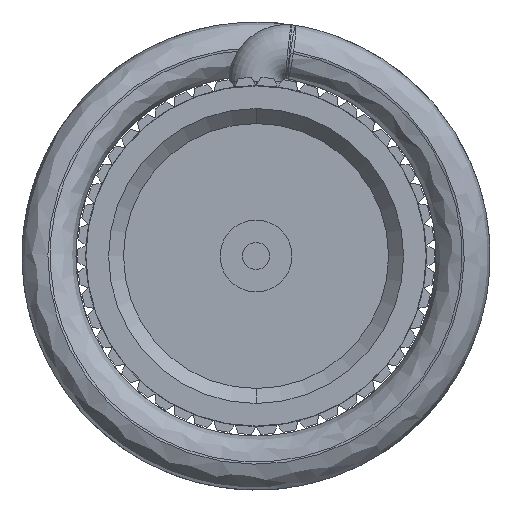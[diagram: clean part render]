
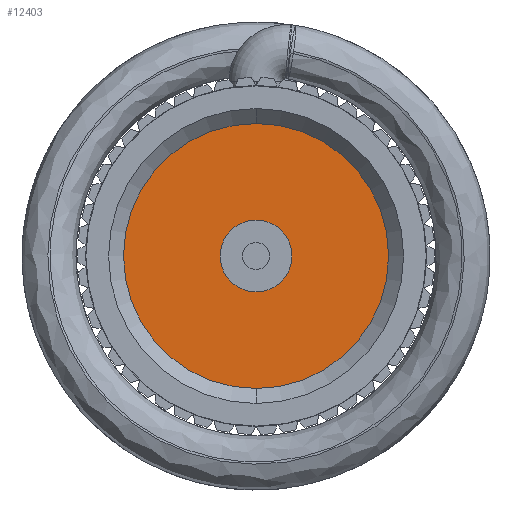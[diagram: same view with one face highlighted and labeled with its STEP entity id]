
A CAD part, front view. The second image highlights one B-rep face of the part: STEP entity #12403.
In plain terms, the highlighted planar face has unit normal (0, -1, 0).
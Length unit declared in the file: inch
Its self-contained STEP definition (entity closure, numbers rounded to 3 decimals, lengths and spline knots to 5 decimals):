
#14 = CARTESIAN_POINT ( 'NONE',  ( 0., 0.35028, 0. ) ) ;
#100 = DIRECTION ( 'NONE',  ( 0., 1., 0. ) ) ;
#124 = ORIENTED_EDGE ( 'NONE', *, *, #6575, .T. ) ;
#258 = CARTESIAN_POINT ( 'NONE',  ( 0., 0.35028, -0.28974 ) ) ;
#788 = PLANE ( 'NONE',  #5764 ) ;
#1897 = AXIS2_PLACEMENT_3D ( 'NONE', #4266, #2104, #3221 ) ;
#1917 = CIRCLE ( 'NONE', #9079, 0.0787 ) ;
#2051 = DIRECTION ( 'NONE',  ( 0., 1., 0. ) ) ;
#2104 = DIRECTION ( 'NONE',  ( 0., 1., 0. ) ) ;
#2183 = CIRCLE ( 'NONE', #3964, 0.28974 ) ;
#2197 = DIRECTION ( 'NONE',  ( 0., 0., 1. ) ) ;
#3221 = DIRECTION ( 'NONE',  ( 0., 0., 1. ) ) ;
#3450 = CARTESIAN_POINT ( 'NONE',  ( 0., 0.35028, 0. ) ) ;
#3689 = CIRCLE ( 'NONE', #1897, 0.0787 ) ;
#3907 = ORIENTED_EDGE ( 'NONE', *, *, #4218, .T. ) ;
#3964 = AXIS2_PLACEMENT_3D ( 'NONE', #3450, #100, #2197 ) ;
#4217 = DIRECTION ( 'NONE',  ( 0., 0., 1. ) ) ;
#4218 = EDGE_CURVE ( 'NONE', #13828, #7522, #3689, .T. ) ;
#4266 = CARTESIAN_POINT ( 'NONE',  ( 0., 0.35028, 0. ) ) ;
#4411 = CARTESIAN_POINT ( 'NONE',  ( 0., 0.35028, 0. ) ) ;
#4612 = CARTESIAN_POINT ( 'NONE',  ( 0., 0.35028, -0.0787 ) ) ;
#5764 = AXIS2_PLACEMENT_3D ( 'NONE', #14, #9328, #10379 ) ;
#5903 = VERTEX_POINT ( 'NONE', #7576 ) ;
#6235 = FACE_OUTER_BOUND ( 'NONE', #13400, .T. ) ;
#6303 = FACE_BOUND ( 'NONE', #9717, .T. ) ;
#6420 = CARTESIAN_POINT ( 'NONE',  ( 0., 0.35028, 0.0787 ) ) ;
#6575 = EDGE_CURVE ( 'NONE', #7522, #13828, #1917, .T. ) ;
#7522 = VERTEX_POINT ( 'NONE', #6420 ) ;
#7576 = CARTESIAN_POINT ( 'NONE',  ( 0., 0.35028, 0.28974 ) ) ;
#8427 = CARTESIAN_POINT ( 'NONE',  ( 0., 0.35028, 0. ) ) ;
#8479 = DIRECTION ( 'NONE',  ( 0., 0., 1. ) ) ;
#9079 = AXIS2_PLACEMENT_3D ( 'NONE', #4411, #9597, #8479 ) ;
#9328 = DIRECTION ( 'NONE',  ( 0., -1., 0. ) ) ;
#9597 = DIRECTION ( 'NONE',  ( 0., 1., 0. ) ) ;
#9717 = EDGE_LOOP ( 'NONE', ( #124, #3907 ) ) ;
#10014 = ORIENTED_EDGE ( 'NONE', *, *, #12105, .F. ) ;
#10017 = CIRCLE ( 'NONE', #12465, 0.28974 ) ;
#10379 = DIRECTION ( 'NONE',  ( 0., 0., -1. ) ) ;
#11255 = ORIENTED_EDGE ( 'NONE', *, *, #11834, .F. ) ;
#11305 = VERTEX_POINT ( 'NONE', #258 ) ;
#11834 = EDGE_CURVE ( 'NONE', #11305, #5903, #10017, .T. ) ;
#12105 = EDGE_CURVE ( 'NONE', #5903, #11305, #2183, .T. ) ;
#12403 = ADVANCED_FACE ( 'NONE', ( #6303, #6235 ), #788, .T. ) ;
#12465 = AXIS2_PLACEMENT_3D ( 'NONE', #8427, #2051, #4217 ) ;
#13400 = EDGE_LOOP ( 'NONE', ( #10014, #11255 ) ) ;
#13828 = VERTEX_POINT ( 'NONE', #4612 ) ;
